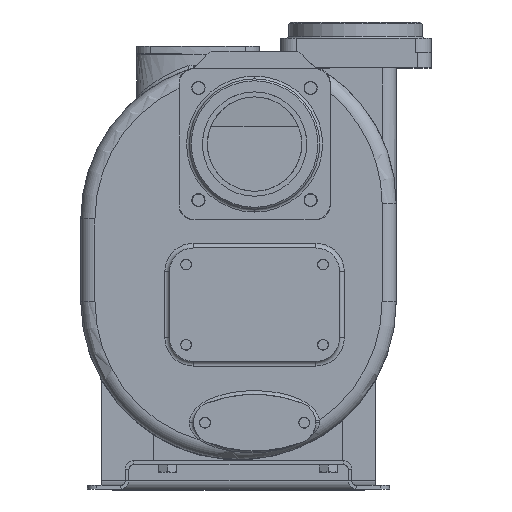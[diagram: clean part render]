
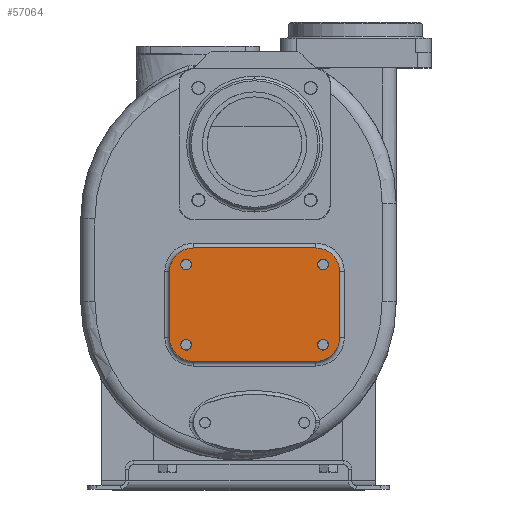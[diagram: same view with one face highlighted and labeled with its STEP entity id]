
A CAD part, top view. The second image highlights one B-rep face of the part: STEP entity #57064.
In plain terms, the highlighted planar face has unit normal (0, 0, 1).
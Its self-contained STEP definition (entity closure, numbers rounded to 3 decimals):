
#4398=CARTESIAN_POINT('',(-48.,130.,200.));
#4399=DIRECTION('',(0.,0.,-1.));
#4400=DIRECTION('',(0.,-1.,0.));
#4401=AXIS2_PLACEMENT_3D('',#4398,#4399,#4400);
#4403=DIRECTION('',(0.,1.,0.));
#4404=VECTOR('',#4403,70.);
#4405=CARTESIAN_POINT('',(-73.,130.,200.));
#4406=LINE('',#4405,#4404);
#4407=CARTESIAN_POINT('',(-48.,200.,200.));
#4408=DIRECTION('',(0.,0.,-1.));
#4409=DIRECTION('',(-1.,0.,0.));
#4410=AXIS2_PLACEMENT_3D('',#4407,#4408,#4409);
#4412=DIRECTION('',(1.,0.,0.));
#4413=VECTOR('',#4412,130.);
#4414=CARTESIAN_POINT('',(-48.,225.,200.));
#4415=LINE('',#4414,#4413);
#4416=CARTESIAN_POINT('',(82.,200.,200.));
#4417=DIRECTION('',(0.,0.,-1.));
#4418=DIRECTION('',(0.,1.,0.));
#4419=AXIS2_PLACEMENT_3D('',#4416,#4417,#4418);
#4421=DIRECTION('',(0.,-1.,0.));
#4422=VECTOR('',#4421,70.);
#4423=CARTESIAN_POINT('',(107.,200.,200.));
#4424=LINE('',#4423,#4422);
#4425=CARTESIAN_POINT('',(82.,130.,200.));
#4426=DIRECTION('',(0.,0.,-1.));
#4427=DIRECTION('',(1.,0.,0.));
#4428=AXIS2_PLACEMENT_3D('',#4425,#4426,#4427);
#4430=DIRECTION('',(-1.,0.,0.));
#4431=VECTOR('',#4430,130.);
#4432=CARTESIAN_POINT('',(82.,105.,200.));
#4433=LINE('',#4432,#4431);
#4434=CARTESIAN_POINT('',(89.5,122.5,200.));
#4435=DIRECTION('',(0.,0.,1.));
#4436=DIRECTION('',(1.,0.,0.));
#4437=AXIS2_PLACEMENT_3D('',#4434,#4435,#4436);
#4439=CARTESIAN_POINT('',(89.5,122.5,200.));
#4440=DIRECTION('',(0.,0.,1.));
#4441=DIRECTION('',(-1.,0.,0.));
#4442=AXIS2_PLACEMENT_3D('',#4439,#4440,#4441);
#4444=CARTESIAN_POINT('',(89.5,207.5,200.));
#4445=DIRECTION('',(0.,0.,1.));
#4446=DIRECTION('',(1.,0.,0.));
#4447=AXIS2_PLACEMENT_3D('',#4444,#4445,#4446);
#4449=CARTESIAN_POINT('',(89.5,207.5,200.));
#4450=DIRECTION('',(0.,0.,1.));
#4451=DIRECTION('',(-1.,0.,0.));
#4452=AXIS2_PLACEMENT_3D('',#4449,#4450,#4451);
#4454=CARTESIAN_POINT('',(-55.5,122.5,200.));
#4455=DIRECTION('',(0.,0.,1.));
#4456=DIRECTION('',(1.,0.,0.));
#4457=AXIS2_PLACEMENT_3D('',#4454,#4455,#4456);
#4459=CARTESIAN_POINT('',(-55.5,122.5,200.));
#4460=DIRECTION('',(0.,0.,1.));
#4461=DIRECTION('',(-1.,0.,0.));
#4462=AXIS2_PLACEMENT_3D('',#4459,#4460,#4461);
#4464=CARTESIAN_POINT('',(-55.5,207.5,200.));
#4465=DIRECTION('',(0.,0.,1.));
#4466=DIRECTION('',(1.,0.,0.));
#4467=AXIS2_PLACEMENT_3D('',#4464,#4465,#4466);
#4469=CARTESIAN_POINT('',(-55.5,207.5,200.));
#4470=DIRECTION('',(0.,0.,1.));
#4471=DIRECTION('',(-1.,0.,0.));
#4472=AXIS2_PLACEMENT_3D('',#4469,#4470,#4471);
#44405=CARTESIAN_POINT('',(95.25,122.5,200.));
#44406=CARTESIAN_POINT('',(83.75,122.5,200.));
#44407=VERTEX_POINT('',#44405);
#44408=VERTEX_POINT('',#44406);
#44409=CARTESIAN_POINT('',(95.25,207.5,200.));
#44410=CARTESIAN_POINT('',(83.75,207.5,200.));
#44411=VERTEX_POINT('',#44409);
#44412=VERTEX_POINT('',#44410);
#44413=CARTESIAN_POINT('',(-49.75,122.5,200.));
#44414=CARTESIAN_POINT('',(-61.25,122.5,200.));
#44415=VERTEX_POINT('',#44413);
#44416=VERTEX_POINT('',#44414);
#44417=CARTESIAN_POINT('',(-49.75,207.5,200.));
#44418=CARTESIAN_POINT('',(-61.25,207.5,200.));
#44419=VERTEX_POINT('',#44417);
#44420=VERTEX_POINT('',#44418);
#44421=CARTESIAN_POINT('',(-48.,105.,200.));
#44422=CARTESIAN_POINT('',(-73.,130.,200.));
#44423=VERTEX_POINT('',#44421);
#44424=VERTEX_POINT('',#44422);
#44425=CARTESIAN_POINT('',(-73.,200.,200.));
#44426=VERTEX_POINT('',#44425);
#44427=CARTESIAN_POINT('',(-48.,225.,200.));
#44428=VERTEX_POINT('',#44427);
#44429=CARTESIAN_POINT('',(82.,225.,200.));
#44430=VERTEX_POINT('',#44429);
#44431=CARTESIAN_POINT('',(107.,200.,200.));
#44432=VERTEX_POINT('',#44431);
#44433=CARTESIAN_POINT('',(107.,130.,200.));
#44434=VERTEX_POINT('',#44433);
#44435=CARTESIAN_POINT('',(82.,105.,200.));
#44436=VERTEX_POINT('',#44435);
#57025=CARTESIAN_POINT('',(17.,165.,200.));
#57026=DIRECTION('',(0.,0.,-1.));
#57027=DIRECTION('',(1.,0.,0.));
#57028=AXIS2_PLACEMENT_3D('',#57025,#57026,#57027);
#57029=PLANE('',#57028);
#57030=ORIENTED_EDGE('',*,*,#56988,.T.);
#57031=ORIENTED_EDGE('',*,*,#57003,.T.);
#57032=ORIENTED_EDGE('',*,*,#57017,.T.);
#57033=ORIENTED_EDGE('',*,*,#56913,.T.);
#57034=ORIENTED_EDGE('',*,*,#56928,.T.);
#57035=ORIENTED_EDGE('',*,*,#56943,.T.);
#57036=ORIENTED_EDGE('',*,*,#56958,.T.);
#57037=ORIENTED_EDGE('',*,*,#56973,.T.);
#57038=EDGE_LOOP('',(#57030,#57031,#57032,#57033,#57034,#57035,#57036,#57037));
#57039=FACE_OUTER_BOUND('',#57038,.F.);
#57041=ORIENTED_EDGE('',*,*,#57040,.T.);
#57043=ORIENTED_EDGE('',*,*,#57042,.T.);
#57044=EDGE_LOOP('',(#57041,#57043));
#57045=FACE_BOUND('',#57044,.F.);
#57047=ORIENTED_EDGE('',*,*,#57046,.T.);
#57049=ORIENTED_EDGE('',*,*,#57048,.T.);
#57050=EDGE_LOOP('',(#57047,#57049));
#57051=FACE_BOUND('',#57050,.F.);
#57053=ORIENTED_EDGE('',*,*,#57052,.T.);
#57055=ORIENTED_EDGE('',*,*,#57054,.T.);
#57056=EDGE_LOOP('',(#57053,#57055));
#57057=FACE_BOUND('',#57056,.F.);
#57059=ORIENTED_EDGE('',*,*,#57058,.T.);
#57061=ORIENTED_EDGE('',*,*,#57060,.T.);
#57062=EDGE_LOOP('',(#57059,#57061));
#57063=FACE_BOUND('',#57062,.F.);
#57064=ADVANCED_FACE('',(#57039,#57045,#57051,#57057,#57063),#57029,.F.);
#4402=CIRCLE('',#4401,25.);
#4411=CIRCLE('',#4410,25.);
#4420=CIRCLE('',#4419,25.);
#4429=CIRCLE('',#4428,25.);
#4438=CIRCLE('',#4437,5.75);
#4443=CIRCLE('',#4442,5.75);
#4448=CIRCLE('',#4447,5.75);
#4453=CIRCLE('',#4452,5.75);
#4458=CIRCLE('',#4457,5.75);
#4463=CIRCLE('',#4462,5.75);
#4468=CIRCLE('',#4467,5.75);
#4473=CIRCLE('',#4472,5.75);
#56913=EDGE_CURVE('',#44428,#44430,#4415,.T.);
#56928=EDGE_CURVE('',#44430,#44432,#4420,.T.);
#56943=EDGE_CURVE('',#44432,#44434,#4424,.T.);
#56958=EDGE_CURVE('',#44434,#44436,#4429,.T.);
#56973=EDGE_CURVE('',#44436,#44423,#4433,.T.);
#56988=EDGE_CURVE('',#44423,#44424,#4402,.T.);
#57003=EDGE_CURVE('',#44424,#44426,#4406,.T.);
#57017=EDGE_CURVE('',#44426,#44428,#4411,.T.);
#57040=EDGE_CURVE('',#44407,#44408,#4438,.T.);
#57042=EDGE_CURVE('',#44408,#44407,#4443,.T.);
#57046=EDGE_CURVE('',#44411,#44412,#4448,.T.);
#57048=EDGE_CURVE('',#44412,#44411,#4453,.T.);
#57052=EDGE_CURVE('',#44415,#44416,#4458,.T.);
#57054=EDGE_CURVE('',#44416,#44415,#4463,.T.);
#57058=EDGE_CURVE('',#44419,#44420,#4468,.T.);
#57060=EDGE_CURVE('',#44420,#44419,#4473,.T.);
